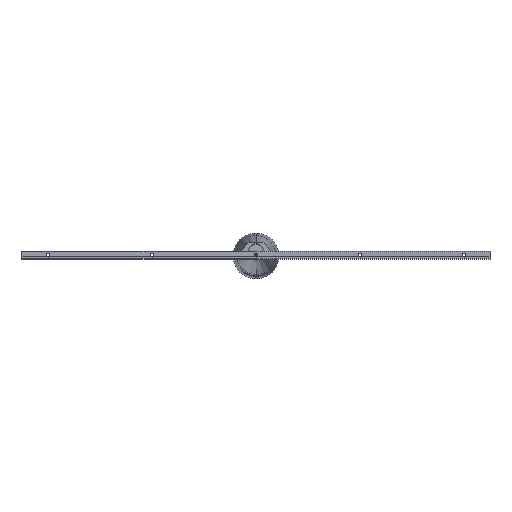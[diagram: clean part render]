
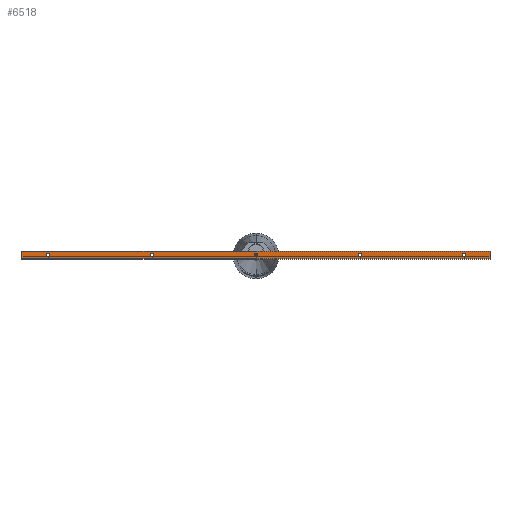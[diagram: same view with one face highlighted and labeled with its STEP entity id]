
A CAD part, top view. The second image highlights one B-rep face of the part: STEP entity #6518.
In plain terms, the highlighted face is planar.
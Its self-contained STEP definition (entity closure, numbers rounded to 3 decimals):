
#40 = EDGE_CURVE ( 'NONE', #10156, #3996, #2917, .T. ) ;
#57 = DIRECTION ( 'NONE',  ( 0., 1., 0. ) ) ;
#745 = DIRECTION ( 'NONE',  ( -1., 0., 0. ) ) ;
#799 = CIRCLE ( 'NONE', #1336, 11. ) ;
#822 = CARTESIAN_POINT ( 'NONE',  ( 11.5, 80., 0. ) ) ;
#908 = DIRECTION ( 'NONE',  ( -1., 0., 0. ) ) ;
#1132 = DIRECTION ( 'NONE',  ( 0., -1., 0. ) ) ;
#1283 = AXIS2_PLACEMENT_3D ( 'NONE', #8898, #5476, #9007 ) ;
#1336 = AXIS2_PLACEMENT_3D ( 'NONE', #4803, #3246, #3073 ) ;
#1522 = AXIS2_PLACEMENT_3D ( 'NONE', #9871, #2160, #7385 ) ;
#1540 = AXIS2_PLACEMENT_3D ( 'NONE', #8239, #1132, #3781 ) ;
#1584 = LINE ( 'NONE', #3252, #6115 ) ;
#1627 = EDGE_CURVE ( 'NONE', #3235, #3696, #2607, .T. ) ;
#1637 = ORIENTED_EDGE ( 'NONE', *, *, #10254, .T. ) ;
#1710 = VECTOR ( 'NONE', #8930, 1000. ) ;
#1800 = EDGE_LOOP ( 'NONE', ( #6484, #1637 ) ) ;
#1811 = DIRECTION ( 'NONE',  ( 1., 0., 0. ) ) ;
#1896 = EDGE_CURVE ( 'NONE', #2866, #10156, #1944, .T. ) ;
#1903 = CIRCLE ( 'NONE', #1540, 11. ) ;
#1944 = LINE ( 'NONE', #5454, #1710 ) ;
#2024 = EDGE_CURVE ( 'NONE', #9484, #2375, #799, .T. ) ;
#2079 = EDGE_CURVE ( 'NONE', #2375, #9484, #6480, .T. ) ;
#2161 = EDGE_LOOP ( 'NONE', ( #3351, #7282 ) ) ;
#2160 = DIRECTION ( 'NONE',  ( 0., 1., 0. ) ) ;
#2220 = AXIS2_PLACEMENT_3D ( 'NONE', #8589, #57, #908 ) ;
#2237 = CARTESIAN_POINT ( 'NONE',  ( 22.5, 80., 1200. ) ) ;
#2285 = EDGE_CURVE ( 'NONE', #9069, #3996, #1584, .T. ) ;
#2311 = EDGE_LOOP ( 'NONE', ( #8891, #5940 ) ) ;
#2375 = VERTEX_POINT ( 'NONE', #9308 ) ;
#2607 = CIRCLE ( 'NONE', #7922, 11. ) ;
#2866 = VERTEX_POINT ( 'NONE', #8195 ) ;
#2917 = LINE ( 'NONE', #7504, #7170 ) ;
#2963 = EDGE_CURVE ( 'NONE', #4210, #10455, #8132, .T. ) ;
#3073 = DIRECTION ( 'NONE',  ( -1., 0., 0. ) ) ;
#3228 = EDGE_CURVE ( 'NONE', #3890, #4906, #1903, .T. ) ;
#3235 = VERTEX_POINT ( 'NONE', #8979 ) ;
#3246 = DIRECTION ( 'NONE',  ( 0., 1., 0. ) ) ;
#3252 = CARTESIAN_POINT ( 'NONE',  ( 0., 80., 1350. ) ) ;
#3267 = DIRECTION ( 'NONE',  ( 0., -1., 0. ) ) ;
#3351 = ORIENTED_EDGE ( 'NONE', *, *, #2079, .F. ) ;
#3382 = CIRCLE ( 'NONE', #6123, 11. ) ;
#3579 = AXIS2_PLACEMENT_3D ( 'NONE', #4019, #4141, #8369 ) ;
#3696 = VERTEX_POINT ( 'NONE', #9618 ) ;
#3781 = DIRECTION ( 'NONE',  ( 1., 0., 0. ) ) ;
#3890 = VERTEX_POINT ( 'NONE', #5426 ) ;
#3961 = VECTOR ( 'NONE', #4589, 1000. ) ;
#3996 = VERTEX_POINT ( 'NONE', #6946 ) ;
#4006 = CARTESIAN_POINT ( 'NONE',  ( 33.5, 80., -1200. ) ) ;
#4019 = CARTESIAN_POINT ( 'NONE',  ( 22.5, 80., 1200. ) ) ;
#4071 = EDGE_CURVE ( 'NONE', #6829, #11115, #3382, .T. ) ;
#4136 = DIRECTION ( 'NONE',  ( 1., 0., 0. ) ) ;
#4141 = DIRECTION ( 'NONE',  ( 0., -1., 0. ) ) ;
#4210 = VERTEX_POINT ( 'NONE', #4006 ) ;
#4242 = CARTESIAN_POINT ( 'NONE',  ( 11.5, 80., -1200. ) ) ;
#4477 = DIRECTION ( 'NONE',  ( -1., 0., 0. ) ) ;
#4589 = DIRECTION ( 'NONE',  ( -1., 0., 0. ) ) ;
#4605 = CARTESIAN_POINT ( 'NONE',  ( 33.5, 80., 0. ) ) ;
#4803 = CARTESIAN_POINT ( 'NONE',  ( 22.5, 80., -600. ) ) ;
#4847 = EDGE_LOOP ( 'NONE', ( #5934, #9012, #8997, #5114 ) ) ;
#4906 = VERTEX_POINT ( 'NONE', #9655 ) ;
#4974 = CIRCLE ( 'NONE', #2220, 11. ) ;
#5114 = ORIENTED_EDGE ( 'NONE', *, *, #1896, .T. ) ;
#5152 = FACE_BOUND ( 'NONE', #8074, .T. ) ;
#5426 = CARTESIAN_POINT ( 'NONE',  ( 11.5, 80., 600. ) ) ;
#5454 = CARTESIAN_POINT ( 'NONE',  ( 45., 80., 1350. ) ) ;
#5476 = DIRECTION ( 'NONE',  ( 0., 1., 0. ) ) ;
#5561 = LINE ( 'NONE', #9087, #3961 ) ;
#5565 = DIRECTION ( 'NONE',  ( -1., 0., 0. ) ) ;
#5764 = CARTESIAN_POINT ( 'NONE',  ( 0., 80., 1350. ) ) ;
#5806 = DIRECTION ( 'NONE',  ( -1., 0., 0. ) ) ;
#5934 = ORIENTED_EDGE ( 'NONE', *, *, #40, .T. ) ;
#5940 = ORIENTED_EDGE ( 'NONE', *, *, #6103, .T. ) ;
#6103 = EDGE_CURVE ( 'NONE', #3696, #3235, #9245, .T. ) ;
#6115 = VECTOR ( 'NONE', #10146, 1000. ) ;
#6123 = AXIS2_PLACEMENT_3D ( 'NONE', #8867, #9589, #4477 ) ;
#6176 = FACE_BOUND ( 'NONE', #1800, .T. ) ;
#6311 = EDGE_LOOP ( 'NONE', ( #7305, #10375 ) ) ;
#6335 = EDGE_CURVE ( 'NONE', #2866, #9069, #5561, .T. ) ;
#6480 = CIRCLE ( 'NONE', #1522, 11. ) ;
#6484 = ORIENTED_EDGE ( 'NONE', *, *, #3228, .T. ) ;
#6518 = ADVANCED_FACE ( 'NONE', ( #5152, #7727, #9577, #9518, #6176, #9632 ), #8633, .F. ) ;
#6829 = VERTEX_POINT ( 'NONE', #822 ) ;
#6946 = CARTESIAN_POINT ( 'NONE',  ( 0., 80., -1350. ) ) ;
#7048 = ORIENTED_EDGE ( 'NONE', *, *, #10439, .F. ) ;
#7067 = AXIS2_PLACEMENT_3D ( 'NONE', #10432, #8688, #1811 ) ;
#7095 = CARTESIAN_POINT ( 'NONE',  ( 33.5, 80., -600. ) ) ;
#7170 = VECTOR ( 'NONE', #5565, 1000. ) ;
#7282 = ORIENTED_EDGE ( 'NONE', *, *, #2024, .F. ) ;
#7305 = ORIENTED_EDGE ( 'NONE', *, *, #4071, .F. ) ;
#7338 = CARTESIAN_POINT ( 'NONE',  ( 45., 80., -1350. ) ) ;
#7385 = DIRECTION ( 'NONE',  ( -1., 0., 0. ) ) ;
#7504 = CARTESIAN_POINT ( 'NONE',  ( 45., 80., -1350. ) ) ;
#7727 = FACE_BOUND ( 'NONE', #6311, .T. ) ;
#7742 = CARTESIAN_POINT ( 'NONE',  ( 22.5, 80., -1200. ) ) ;
#7922 = AXIS2_PLACEMENT_3D ( 'NONE', #2237, #10924, #5806 ) ;
#8074 = EDGE_LOOP ( 'NONE', ( #7048, #11286 ) ) ;
#8132 = CIRCLE ( 'NONE', #9037, 11. ) ;
#8195 = CARTESIAN_POINT ( 'NONE',  ( 45., 80., 1350. ) ) ;
#8214 = CIRCLE ( 'NONE', #1283, 11. ) ;
#8239 = CARTESIAN_POINT ( 'NONE',  ( 22.5, 80., 600. ) ) ;
#8369 = DIRECTION ( 'NONE',  ( -1., 0., 0. ) ) ;
#8589 = CARTESIAN_POINT ( 'NONE',  ( 22.5, 80., -1200. ) ) ;
#8633 = PLANE ( 'NONE',  #7067 ) ;
#8688 = DIRECTION ( 'NONE',  ( 0., -1., 0. ) ) ;
#8867 = CARTESIAN_POINT ( 'NONE',  ( 22.5, 80., 0. ) ) ;
#8891 = ORIENTED_EDGE ( 'NONE', *, *, #1627, .T. ) ;
#8894 = EDGE_CURVE ( 'NONE', #11115, #6829, #8214, .T. ) ;
#8898 = CARTESIAN_POINT ( 'NONE',  ( 22.5, 80., 0. ) ) ;
#8930 = DIRECTION ( 'NONE',  ( 0., 0., -1. ) ) ;
#8979 = CARTESIAN_POINT ( 'NONE',  ( 11.5, 80., 1200. ) ) ;
#8997 = ORIENTED_EDGE ( 'NONE', *, *, #6335, .F. ) ;
#9007 = DIRECTION ( 'NONE',  ( -1., 0., 0. ) ) ;
#9012 = ORIENTED_EDGE ( 'NONE', *, *, #2285, .F. ) ;
#9037 = AXIS2_PLACEMENT_3D ( 'NONE', #7742, #10340, #745 ) ;
#9069 = VERTEX_POINT ( 'NONE', #5764 ) ;
#9087 = CARTESIAN_POINT ( 'NONE',  ( 45., 80., 1350. ) ) ;
#9245 = CIRCLE ( 'NONE', #3579, 11. ) ;
#9308 = CARTESIAN_POINT ( 'NONE',  ( 11.5, 80., -600. ) ) ;
#9484 = VERTEX_POINT ( 'NONE', #7095 ) ;
#9518 = FACE_OUTER_BOUND ( 'NONE', #4847, .T. ) ;
#9577 = FACE_BOUND ( 'NONE', #2161, .T. ) ;
#9589 = DIRECTION ( 'NONE',  ( 0., 1., 0. ) ) ;
#9618 = CARTESIAN_POINT ( 'NONE',  ( 33.5, 80., 1200. ) ) ;
#9632 = FACE_BOUND ( 'NONE', #2311, .T. ) ;
#9655 = CARTESIAN_POINT ( 'NONE',  ( 33.5, 80., 600. ) ) ;
#9871 = CARTESIAN_POINT ( 'NONE',  ( 22.5, 80., -600. ) ) ;
#10146 = DIRECTION ( 'NONE',  ( 0., 0., -1. ) ) ;
#10156 = VERTEX_POINT ( 'NONE', #7338 ) ;
#10254 = EDGE_CURVE ( 'NONE', #4906, #3890, #10971, .T. ) ;
#10340 = DIRECTION ( 'NONE',  ( 0., 1., 0. ) ) ;
#10375 = ORIENTED_EDGE ( 'NONE', *, *, #8894, .F. ) ;
#10432 = CARTESIAN_POINT ( 'NONE',  ( 45., 80., 1350. ) ) ;
#10439 = EDGE_CURVE ( 'NONE', #10455, #4210, #4974, .T. ) ;
#10455 = VERTEX_POINT ( 'NONE', #4242 ) ;
#10608 = AXIS2_PLACEMENT_3D ( 'NONE', #10919, #3267, #4136 ) ;
#10919 = CARTESIAN_POINT ( 'NONE',  ( 22.5, 80., 600. ) ) ;
#10924 = DIRECTION ( 'NONE',  ( 0., -1., 0. ) ) ;
#10971 = CIRCLE ( 'NONE', #10608, 11. ) ;
#11115 = VERTEX_POINT ( 'NONE', #4605 ) ;
#11286 = ORIENTED_EDGE ( 'NONE', *, *, #2963, .F. ) ;
